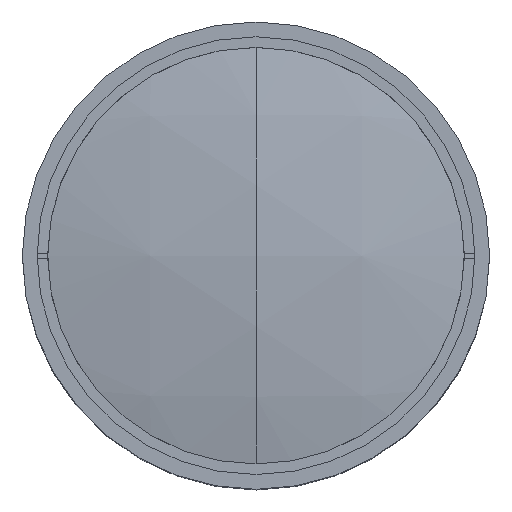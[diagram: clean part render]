
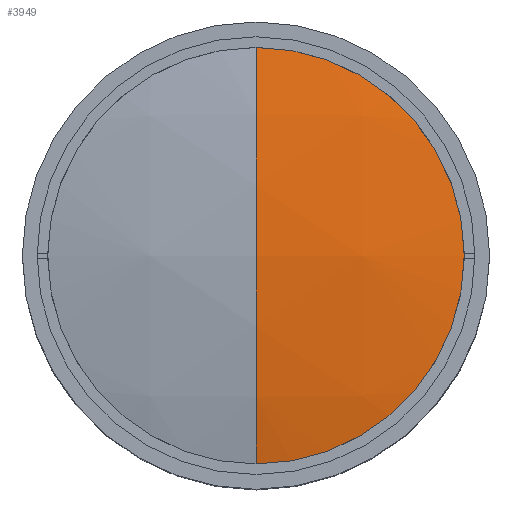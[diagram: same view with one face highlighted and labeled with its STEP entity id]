
A CAD part, top view. The second image highlights one B-rep face of the part: STEP entity #3949.
In plain terms, the highlighted spherical face has radius 299.703 mm.
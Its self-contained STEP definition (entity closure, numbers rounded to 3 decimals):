
#60 = DIRECTION ( 'NONE',  ( 1., 0., 0. ) ) ;
#332 = AXIS2_PLACEMENT_3D ( 'NONE', #7695, #11855, #8440 ) ;
#491 = EDGE_CURVE ( 'NONE', #9989, #11485, #3388, .T. ) ;
#1025 = CARTESIAN_POINT ( 'NONE',  ( 0., 0., 0. ) ) ;
#1078 = CARTESIAN_POINT ( 'NONE',  ( 0., 0., -299.703 ) ) ;
#1545 = AXIS2_PLACEMENT_3D ( 'NONE', #7756, #11853, #5820 ) ;
#1913 = CARTESIAN_POINT ( 'NONE',  ( 0., 0., -299.703 ) ) ;
#2171 = FACE_OUTER_BOUND ( 'NONE', #6810, .T. ) ;
#3388 = CIRCLE ( 'NONE', #5152, 299.703 ) ;
#3705 = ORIENTED_EDGE ( 'NONE', *, *, #8304, .T. ) ;
#3735 = CIRCLE ( 'NONE', #8780, 299.703 ) ;
#3949 = ADVANCED_FACE ( 'NONE', ( #2171 ), #11351, .T. ) ;
#4244 = DIRECTION ( 'NONE',  ( 0., 1., 0. ) ) ;
#5067 = DIRECTION ( 'NONE',  ( 0., 0., 1. ) ) ;
#5152 = AXIS2_PLACEMENT_3D ( 'NONE', #1913, #13472, #5067 ) ;
#5399 = AXIS2_PLACEMENT_3D ( 'NONE', #6222, #8159, #6349 ) ;
#5549 = VERTEX_POINT ( 'NONE', #10846 ) ;
#5820 = DIRECTION ( 'NONE',  ( -1., 0., 0. ) ) ;
#6222 = CARTESIAN_POINT ( 'NONE',  ( 0., 0., -299.703 ) ) ;
#6349 = DIRECTION ( 'NONE',  ( 0., 1., 0. ) ) ;
#6439 = CARTESIAN_POINT ( 'NONE',  ( 0., 62.146, -6.514 ) ) ;
#6732 = ORIENTED_EDGE ( 'NONE', *, *, #7916, .F. ) ;
#6810 = EDGE_LOOP ( 'NONE', ( #10311, #3705, #6732, #13264 ) ) ;
#7695 = CARTESIAN_POINT ( 'NONE',  ( 0., 0., -6.514 ) ) ;
#7756 = CARTESIAN_POINT ( 'NONE',  ( 0., 0., -6.514 ) ) ;
#7916 = EDGE_CURVE ( 'NONE', #5549, #9496, #11166, .T. ) ;
#7926 = CARTESIAN_POINT ( 'NONE',  ( 0., -62.146, -6.514 ) ) ;
#8159 = DIRECTION ( 'NONE',  ( 1., 0., 0. ) ) ;
#8304 = EDGE_CURVE ( 'NONE', #9989, #9496, #3735, .T. ) ;
#8440 = DIRECTION ( 'NONE',  ( -1., 0., 0. ) ) ;
#8780 = AXIS2_PLACEMENT_3D ( 'NONE', #1078, #60, #4244 ) ;
#9297 = CIRCLE ( 'NONE', #332, 62.146 ) ;
#9496 = VERTEX_POINT ( 'NONE', #7926 ) ;
#9989 = VERTEX_POINT ( 'NONE', #1025 ) ;
#10311 = ORIENTED_EDGE ( 'NONE', *, *, #491, .F. ) ;
#10846 = CARTESIAN_POINT ( 'NONE',  ( 62.146, 0., -6.514 ) ) ;
#11166 = CIRCLE ( 'NONE', #1545, 62.146 ) ;
#11351 = SPHERICAL_SURFACE ( 'NONE', #5399, 299.703 ) ;
#11485 = VERTEX_POINT ( 'NONE', #6439 ) ;
#11644 = EDGE_CURVE ( 'NONE', #11485, #5549, #9297, .T. ) ;
#11853 = DIRECTION ( 'NONE',  ( 0., 0., -1. ) ) ;
#11855 = DIRECTION ( 'NONE',  ( 0., 0., -1. ) ) ;
#13264 = ORIENTED_EDGE ( 'NONE', *, *, #11644, .F. ) ;
#13472 = DIRECTION ( 'NONE',  ( -1., 0., 0. ) ) ;
